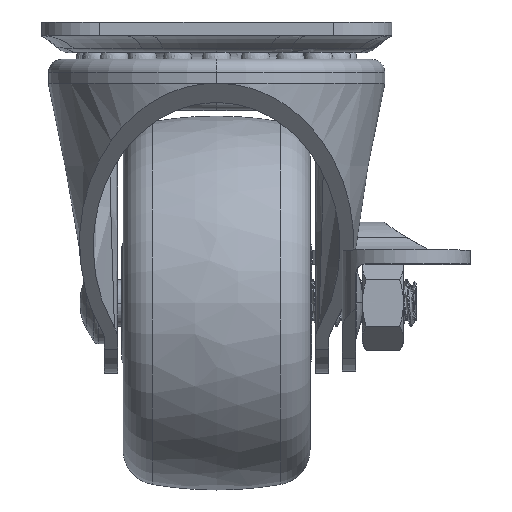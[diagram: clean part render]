
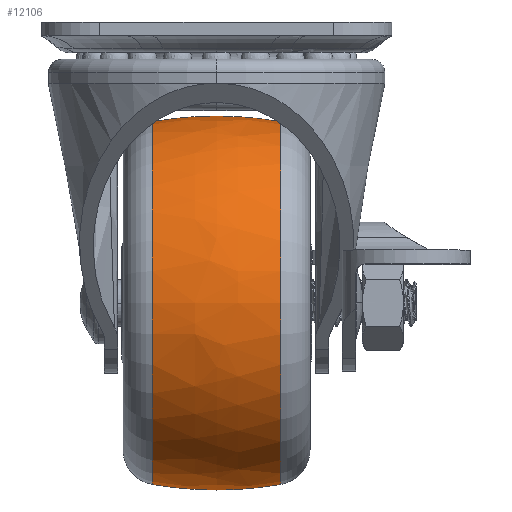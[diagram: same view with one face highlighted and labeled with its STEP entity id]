
A CAD part, top view. The second image highlights one B-rep face of the part: STEP entity #12106.
In plain terms, the highlighted free-form (B-spline) face has degree [3, 3] with [7, 4] control points.
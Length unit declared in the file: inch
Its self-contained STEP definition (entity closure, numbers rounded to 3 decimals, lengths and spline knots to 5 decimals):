
#11520=CARTESIAN_POINT('',(-0.34437,0.,0.));
#11521=DIRECTION('',(-1.,0.,0.));
#11522=DIRECTION('',(0.,-1.,0.));
#11523=AXIS2_PLACEMENT_3D('',#11520,#11521,#11522);
#11535=CARTESIAN_POINT('',(0.,1.,0.));
#11536=DIRECTION('',(0.,0.,-1.));
#11537=DIRECTION('',(0.172,-0.985,0.));
#11538=AXIS2_PLACEMENT_3D('',#11535,#11536,#11537);
#11545=CARTESIAN_POINT('',(0.,1.,0.));
#11546=DIRECTION('',(0.,0.,-1.));
#11547=DIRECTION('',(0.,-1.,0.));
#11548=AXIS2_PLACEMENT_3D('',#11545,#11546,#11547);
#11550=CARTESIAN_POINT('',(0.,-1.,0.));
#11551=DIRECTION('',(0.,0.,1.));
#11552=DIRECTION('',(0.,1.,0.));
#11553=AXIS2_PLACEMENT_3D('',#11550,#11551,#11552);
#11555=CARTESIAN_POINT('',(0.,-1.,0.));
#11556=DIRECTION('',(0.,0.,1.));
#11557=DIRECTION('',(0.172,0.985,0.));
#11558=AXIS2_PLACEMENT_3D('',#11555,#11556,#11557);
#11560=CARTESIAN_POINT('',(0.34437,0.,0.));
#11561=DIRECTION('',(-1.,0.,0.));
#11562=DIRECTION('',(0.,-1.,0.));
#11563=AXIS2_PLACEMENT_3D('',#11560,#11561,#11562);
#11739=CARTESIAN_POINT('',(0.34437,0.97013,0.));
#11740=CARTESIAN_POINT('',(0.34437,-0.97013,0.));
#11741=VERTEX_POINT('',#11739);
#11742=VERTEX_POINT('',#11740);
#11743=CARTESIAN_POINT('',(-0.34437,0.97013,0.));
#11744=CARTESIAN_POINT('',(-0.34437,-0.97013,0.));
#11745=VERTEX_POINT('',#11743);
#11746=VERTEX_POINT('',#11744);
#11755=CARTESIAN_POINT('',(0.,1.,0.));
#11756=VERTEX_POINT('',#11755);
#11757=CARTESIAN_POINT('',(0.,-1.,0.));
#11758=VERTEX_POINT('',#11757);
#12068=CARTESIAN_POINT('',(-0.358,0.96579,
-0.06076));
#12069=CARTESIAN_POINT('',(-0.12063,1.00889,
-0.06347));
#12070=CARTESIAN_POINT('',(0.12063,1.00889,
-0.06347));
#12071=CARTESIAN_POINT('',(0.358,0.96579,
-0.06076));
#12072=CARTESIAN_POINT('',(-0.358,1.00318,
0.53358));
#12073=CARTESIAN_POINT('',(-0.12063,1.04795,
0.5574));
#12074=CARTESIAN_POINT('',(0.12063,1.04795,
0.5574));
#12075=CARTESIAN_POINT('',(0.358,1.00318,
0.53358));
#12076=CARTESIAN_POINT('',(-0.358,0.59552,
0.9677));
#12077=CARTESIAN_POINT('',(-0.12063,0.6221,
1.01088));
#12078=CARTESIAN_POINT('',(0.12063,0.6221,
1.01088));
#12079=CARTESIAN_POINT('',(0.358,0.59552,
0.9677));
#12080=CARTESIAN_POINT('',(-0.358,0.,0.9677));
#12081=CARTESIAN_POINT('',(-0.12063,0.,1.01088));
#12082=CARTESIAN_POINT('',(0.12063,0.,1.01088));
#12083=CARTESIAN_POINT('',(0.358,0.,0.9677));
#12084=CARTESIAN_POINT('',(-0.358,-0.59552,
0.9677));
#12085=CARTESIAN_POINT('',(-0.12063,-0.6221,
1.01088));
#12086=CARTESIAN_POINT('',(0.12063,-0.6221,
1.01088));
#12087=CARTESIAN_POINT('',(0.358,-0.59552,
0.9677));
#12088=CARTESIAN_POINT('',(-0.358,-1.00318,
0.53358));
#12089=CARTESIAN_POINT('',(-0.12063,-1.04795,
0.5574));
#12090=CARTESIAN_POINT('',(0.12063,-1.04795,
0.5574));
#12091=CARTESIAN_POINT('',(0.358,-1.00318,
0.53358));
#12092=CARTESIAN_POINT('',(-0.358,-0.96579,
-0.06076));
#12093=CARTESIAN_POINT('',(-0.12063,-1.00889,
-0.06347));
#12094=CARTESIAN_POINT('',(0.12063,-1.00889,
-0.06347));
#12095=CARTESIAN_POINT('',(0.358,-0.96579,
-0.06076));
#12096=(BOUNDED_SURFACE()B_SPLINE_SURFACE(3,3,((#12068,#12069,#12070,#12071),(
#12072,#12073,#12074,#12075),(#12076,#12077,#12078,#12079),(#12080,#12081,
#12082,#12083),(#12084,#12085,#12086,#12087),(#12088,#12089,#12090,#12091),(
#12092,#12093,#12094,#12095)),.UNSPECIFIED.,.F.,.F.,.F.)B_SPLINE_SURFACE_WITH_KNOTS((4,3,4),(4,4),(0.,1.,2.),(0.,1.),.UNSPECIFIED.)GEOMETRIC_REPRESENTATION_ITEM()RATIONAL_B_SPLINE_SURFACE(((1.197,1.184,
1.184,1.197),(0.945,0.935,
0.935,0.945),(0.945,0.935,
0.935,0.945),(1.197,1.184,
1.184,1.197),(0.945,0.935,
0.935,0.945),(0.945,0.935,
0.935,0.945),(1.197,1.184,
1.184,1.197)))REPRESENTATION_ITEM('')SURFACE());
#12097=ORIENTED_EDGE('',*,*,#12005,.T.);
#12098=ORIENTED_EDGE('',*,*,#12060,.F.);
#12099=ORIENTED_EDGE('',*,*,#12058,.F.);
#12101=ORIENTED_EDGE('',*,*,#12100,.F.);
#12102=ORIENTED_EDGE('',*,*,#12054,.T.);
#12103=ORIENTED_EDGE('',*,*,#12063,.T.);
#12104=EDGE_LOOP('',(#12097,#12098,#12099,#12101,#12102,#12103));
#12105=FACE_OUTER_BOUND('',#12104,.F.);
#12106=ADVANCED_FACE('',(#12105),#12096,.T.);
#11524=CIRCLE('',#11523,0.97013);
#11539=CIRCLE('',#11538,2.);
#11549=CIRCLE('',#11548,2.);
#11554=CIRCLE('',#11553,2.);
#11559=CIRCLE('',#11558,2.);
#11564=CIRCLE('',#11563,0.97013);
#12005=EDGE_CURVE('',#11746,#11745,#11524,.T.);
#12054=EDGE_CURVE('',#11742,#11758,#11539,.T.);
#12058=EDGE_CURVE('',#11741,#11756,#11559,.T.);
#12060=EDGE_CURVE('',#11756,#11745,#11554,.T.);
#12063=EDGE_CURVE('',#11758,#11746,#11549,.T.);
#12100=EDGE_CURVE('',#11742,#11741,#11564,.T.);
